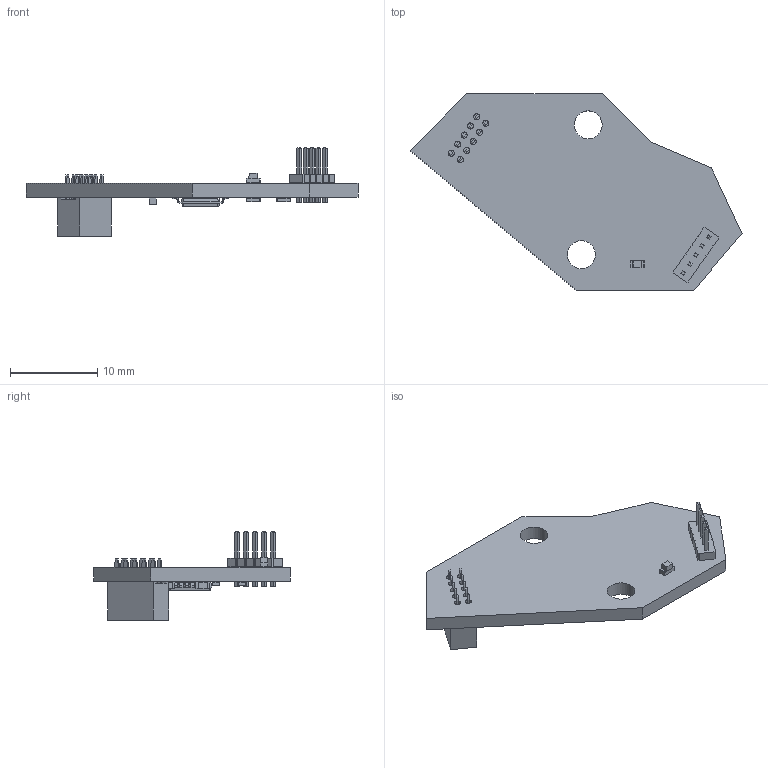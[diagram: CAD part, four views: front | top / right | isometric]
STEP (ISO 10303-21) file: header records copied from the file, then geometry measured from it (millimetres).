
FILE_DESCRIPTION(('KiCad electronic assembly'),'2;1');
FILE_NAME('6201PWM.step','2023-11-09T17:56:05',('Pcbnew'),('Kicad'), 'Open CASCADE STEP processor 7.7','KiCad to STEP converter','Unknown' );
FILE_SCHEMA(('AUTOMOTIVE_DESIGN { 1 0 10303 214 1 1 1 1 }'));
Length unit declared in the file: millimetre
Products named in the file (14): 6201PWM 1; LED_0603_1608Metric; SOLID; PinHeader_1x05_P1.27mm_Vertical; C_0603_1608Metric; R_0603_1608Metric; PinSocket_2x05_P1.27mm_Vertical; TSSOP-14_4.4x5mm_P0.65mm; FRC6201PWMEncoder PCB
Assembly tree (17 placements, depth 3):
  6201PWM 1
    LED_0603_1608Metric
      SOLID
    PinHeader_1x05_P1.27mm_Vertical
      SOLID
    C_0603_1608Metric  x2
      SOLID
    R_0603_1608Metric  x4
      SOLID
    PinSocket_2x05_P1.27mm_Vertical
      SOLID
    TSSOP-14_4.4x5mm_P0.65mm
      SOLID
    FRC6201PWMEncoder PCB
Bounding box: 38 x 22.5 x 10.1 mm (x, y, z)
Volume: 974.7 mm3; surface area: 1740.8 mm2
Topology: 11 solids, 11 shells, 927 faces, 2393 edges, 1534 vertices
Faces by surface type: plane 751, cylinder 138, bspline 38
Full cylindrical faces by diameter (mm): 0.5 x1, 0.65 x5, 0.7 x10, 3.2 x2
Entity records: 58107 total; most frequent: CARTESIAN_POINT 9480, DIRECTION 7925, LINE 5829, VECTOR 5829, ORIENTED_EDGE 4234, PCURVE 4234, DEFINITIONAL_REPRESENTATION 4234, EDGE_CURVE 2117
